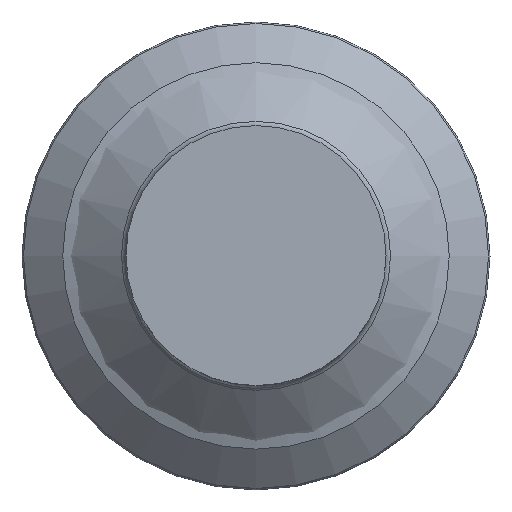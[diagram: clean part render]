
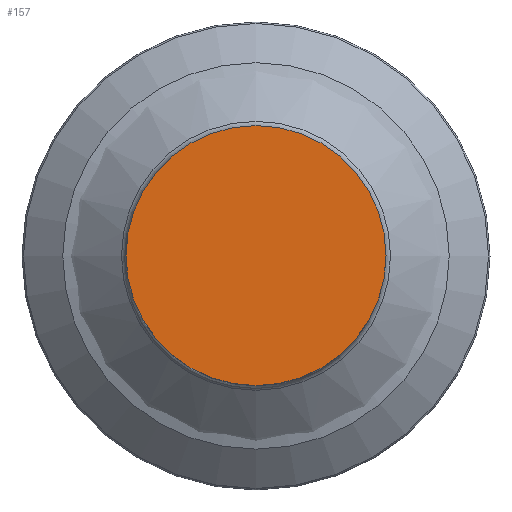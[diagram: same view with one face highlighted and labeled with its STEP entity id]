
A CAD part, top view. The second image highlights one B-rep face of the part: STEP entity #157.
In plain terms, the highlighted planar face has unit normal (0, 0, 1).
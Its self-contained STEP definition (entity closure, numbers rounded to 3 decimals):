
#157=ADVANCED_FACE('',(#176),#173,.T.);
#173=PLANE('',#285);
#176=FACE_OUTER_BOUND('',#178,.T.);
#178=EDGE_LOOP('',(#208));
#208=ORIENTED_EDGE('',*,*,#253,.T.);
#238=VERTEX_POINT('',#381);
#253=EDGE_CURVE('',#238,#238,#268,.T.);
#268=CIRCLE('',#284,25.);
#284=AXIS2_PLACEMENT_3D('',#380,#317,#318);
#285=AXIS2_PLACEMENT_3D('',#382,#319,#320);
#317=DIRECTION('',(0.,0.,1.));
#318=DIRECTION('',(-1.,0.,0.));
#319=DIRECTION('',(0.,0.,1.));
#320=DIRECTION('',(-1.,0.,0.));
#380=CARTESIAN_POINT('',(0.,0.,0.));
#381=CARTESIAN_POINT('',(-25.,0.,0.));
#382=CARTESIAN_POINT('',(0.,0.,0.));
